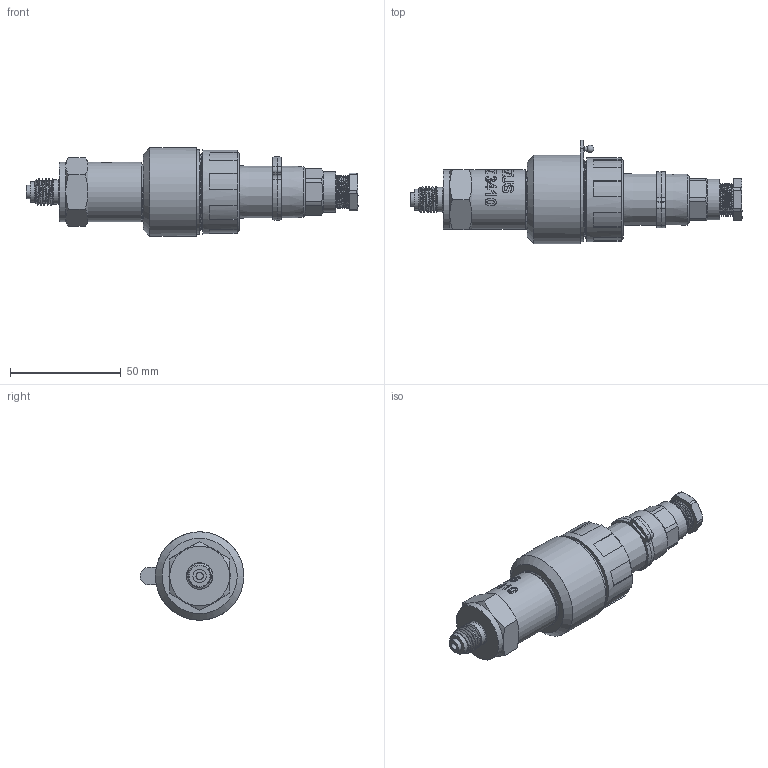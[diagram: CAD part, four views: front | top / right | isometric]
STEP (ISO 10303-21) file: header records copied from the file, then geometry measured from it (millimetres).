
FILE_DESCRIPTION(/* description */ (''),/* implementation_level */ '2;1');
FILE_NAME(/* name */ 'APZ3410_11_Buccaneer.step',/* time_stamp */ '2021-06-25T13:20:27+03:00',/* author */ (''),/* organization */ (''),/* preprocessor_version */ 'ST-DEVELOPER v18.1',/* originating_system */ 'Autodesk Translation Framework v10.9.0.1377',/* authorisation */ '');
FILE_SCHEMA (('AUTOMOTIVE_DESIGN { 1 0 10303 214 3 1 1 }'));
Products named in the file (9): апз3410_filled; Buccaneer assembly v5; Bucaneer female v5; px0736-s; px0736-s_2; Bucaneer male v11; px0735-p; px0735-p_1; M12x1,5 EN
Assembly tree (8 placements, depth 5):
  апз3410_filled
    Buccaneer assembly v5
      Bucaneer female v5
        px0736-s
          px0736-s_2
      Bucaneer male v11
        px0735-p
          px0735-p_1
    M12x1,5 EN
Bounding box: 150.07 x 46.89 x 40 mm (x, y, z)
Volume: 75204 mm3; surface area: 47623.1 mm2
Topology: 13 solids, 17 shells, 1657 faces, 4565 edges, 3001 vertices
Faces by surface type: plane 1011, bspline 268, cylinder 231, cone 122, torus 14, sphere 11
Full cylindrical faces by diameter (mm): 2.03 x1, 2.413 x4, 2.439 x6, 2.459 x2, 2.464 x2, 2.87 x4, 3 x4, 3.3 x1, 3.302 x6, 3.734 x2, 4.1 x6, 4.19 x2, 4.47 x2, 6 x1, 8.255 x1, 9.5 x1, 9.53 x2, 10.137 x4, 11 x1, 11.85 x4, 11.938 x1, 12.09 x1, 13.716 x1, 13.741 x5, 14.021 x1, 14.884 x6, 15.062 x9, 16.61 x1, 17 x1, 18 x1
Entity records: 86228 total; most frequent: CARTESIAN_POINT 45864, ORIENTED_EDGE 9104, DIRECTION 7077, EDGE_CURVE 4552, VERTEX_POINT 3001, LINE 2939, VECTOR 2939, AXIS2_PLACEMENT_3D 2069
